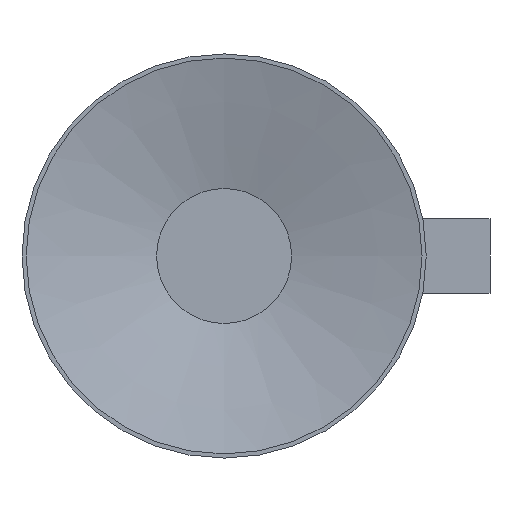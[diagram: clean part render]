
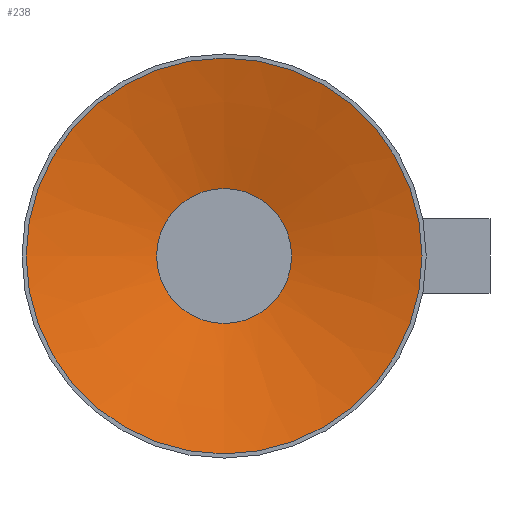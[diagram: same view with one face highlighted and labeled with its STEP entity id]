
A CAD part, front view. The second image highlights one B-rep face of the part: STEP entity #238.
In plain terms, the highlighted conical face has half-angle 75.256 degrees and reference radius 18.975 mm.
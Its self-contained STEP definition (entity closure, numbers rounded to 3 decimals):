
#37=FACE_OUTER_BOUND('',#55,.T.);
#55=EDGE_LOOP('',(#173,#174,#175,#176));
#78=LINE('',#388,#93);
#93=VECTOR('',#308,19.);
#108=CIRCLE('',#271,18.607);
#109=CIRCLE('',#272,6.35);
#122=VERTEX_POINT('',#385);
#123=VERTEX_POINT('',#387);
#142=EDGE_CURVE('',#122,#122,#108,.T.);
#143=EDGE_CURVE('',#122,#123,#78,.T.);
#144=EDGE_CURVE('',#123,#123,#109,.T.);
#173=ORIENTED_EDGE('',*,*,#142,.F.);
#174=ORIENTED_EDGE('',*,*,#143,.T.);
#175=ORIENTED_EDGE('',*,*,#144,.T.);
#176=ORIENTED_EDGE('',*,*,#143,.F.);
#235=CONICAL_SURFACE('',#270,18.975,1.313);
#238=ADVANCED_FACE('',(#37),#235,.F.);
#270=AXIS2_PLACEMENT_3D('',#384,#304,#305);
#271=AXIS2_PLACEMENT_3D('',#386,#306,#307);
#272=AXIS2_PLACEMENT_3D('',#389,#309,#310);
#304=DIRECTION('center_axis',(0.,-1.,0.));
#305=DIRECTION('ref_axis',(1.,0.,0.));
#306=DIRECTION('center_axis',(0.,1.,0.));
#307=DIRECTION('ref_axis',(1.,0.,0.));
#308=DIRECTION('',(0.967,0.254,0.));
#309=DIRECTION('center_axis',(0.,1.,0.));
#310=DIRECTION('ref_axis',(1.,0.,0.));
#384=CARTESIAN_POINT('Origin',(0.,-0.097,0.));
#385=CARTESIAN_POINT('',(-18.607,0.,0.));
#386=CARTESIAN_POINT('Origin',(0.,0.,0.));
#387=CARTESIAN_POINT('',(-6.35,3.226,0.));
#388=CARTESIAN_POINT('',(-18.975,-0.097,0.));
#389=CARTESIAN_POINT('Origin',(0.,3.226,0.));
